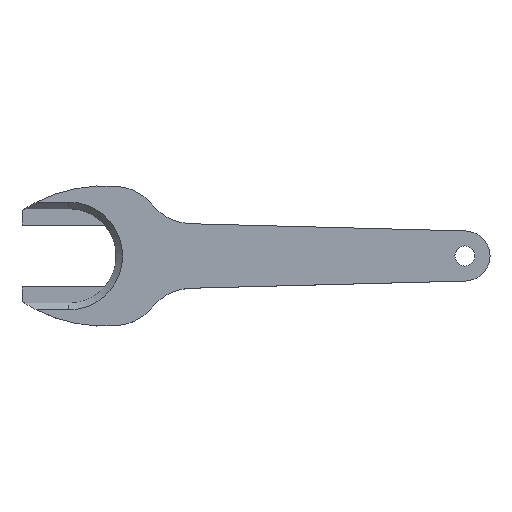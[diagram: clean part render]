
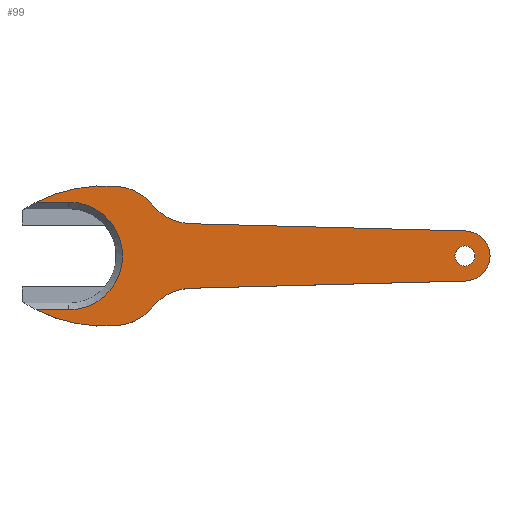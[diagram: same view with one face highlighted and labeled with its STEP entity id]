
A CAD part, top view. The second image highlights one B-rep face of the part: STEP entity #99.
In plain terms, the highlighted planar face has unit normal (0, 0, 1).
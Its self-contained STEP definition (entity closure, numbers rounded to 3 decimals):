
#99 = ADVANCED_FACE( '', ( #202, #203 ), #204, .T. );
#202 = FACE_OUTER_BOUND( '', #305, .T. );
#203 = FACE_BOUND( '', #306, .T. );
#204 = PLANE( '', #307 );
#305 = EDGE_LOOP( '', ( #527, #528, #529, #530, #531, #532, #533, #534, #535, #536, #537, #538 ) );
#306 = EDGE_LOOP( '', ( #539 ) );
#307 = AXIS2_PLACEMENT_3D( '', #540, #541, #542 );
#527 = ORIENTED_EDGE( '', *, *, #694, .T. );
#528 = ORIENTED_EDGE( '', *, *, #716, .T. );
#529 = ORIENTED_EDGE( '', *, *, #717, .F. );
#530 = ORIENTED_EDGE( '', *, *, #678, .F. );
#531 = ORIENTED_EDGE( '', *, *, #629, .F. );
#532 = ORIENTED_EDGE( '', *, *, #718, .F. );
#533 = ORIENTED_EDGE( '', *, *, #706, .F. );
#534 = ORIENTED_EDGE( '', *, *, #683, .F. );
#535 = ORIENTED_EDGE( '', *, *, #687, .F. );
#536 = ORIENTED_EDGE( '', *, *, #624, .F. );
#537 = ORIENTED_EDGE( '', *, *, #719, .F. );
#538 = ORIENTED_EDGE( '', *, *, #644, .T. );
#539 = ORIENTED_EDGE( '', *, *, #652, .T. );
#540 = CARTESIAN_POINT( '', ( 0., 0., 2.5 ) );
#541 = DIRECTION( '', ( 0., 0., 1. ) );
#542 = DIRECTION( '', ( 1., 0., 0. ) );
#624 = EDGE_CURVE( '', #738, #740, #741, .T. );
#629 = EDGE_CURVE( '', #747, #749, #750, .T. );
#644 = EDGE_CURVE( '', #776, #774, #777, .T. );
#652 = EDGE_CURVE( '', #789, #789, #790, .F. );
#678 = EDGE_CURVE( '', #749, #829, #830, .T. );
#683 = EDGE_CURVE( '', #836, #838, #839, .T. );
#687 = EDGE_CURVE( '', #740, #836, #843, .T. );
#694 = EDGE_CURVE( '', #774, #850, #852, .T. );
#706 = EDGE_CURVE( '', #838, #868, #869, .T. );
#716 = EDGE_CURVE( '', #850, #882, #883, .T. );
#717 = EDGE_CURVE( '', #829, #882, #884, .T. );
#718 = EDGE_CURVE( '', #868, #747, #885, .T. );
#719 = EDGE_CURVE( '', #776, #738, #886, .T. );
#738 = VERTEX_POINT( '', #905 );
#740 = VERTEX_POINT( '', #908 );
#741 = CIRCLE( '', #909, 15.3 );
#747 = VERTEX_POINT( '', #916 );
#749 = VERTEX_POINT( '', #919 );
#750 = CIRCLE( '', #920, 15. );
#774 = VERTEX_POINT( '', #951 );
#776 = VERTEX_POINT( '', #954 );
#777 = LINE( '', #955, #956 );
#789 = VERTEX_POINT( '', #970 );
#790 = CIRCLE( '', #971, 3. );
#829 = VERTEX_POINT( '', #1021 );
#830 = CIRCLE( '', #1022, 15.3 );
#836 = VERTEX_POINT( '', #1030 );
#838 = VERTEX_POINT( '', #1033 );
#839 = LINE( '', #1034, #1035 );
#843 = CIRCLE( '', #1040, 15. );
#850 = VERTEX_POINT( '', #1048 );
#852 = CIRCLE( '', #1051, 16.1 );
#868 = VERTEX_POINT( '', #1070 );
#869 = CIRCLE( '', #1071, 7.5 );
#882 = VERTEX_POINT( '', #1087 );
#883 = LINE( '', #1088, #1089 );
#884 = CIRCLE( '', #1090, 44.9 );
#885 = LINE( '', #1091, #1092 );
#886 = CIRCLE( '', #1093, 44.9 );
#905 = CARTESIAN_POINT( '', ( 14.568, 20.833, 2.5 ) );
#908 = CARTESIAN_POINT( '', ( 25.146, 15.212, 2.5 ) );
#909 = AXIS2_PLACEMENT_3D( '', #1114, #1115, #1116 );
#916 = CARTESIAN_POINT( '', ( 36.416, -9.65, 2.5 ) );
#919 = CARTESIAN_POINT( '', ( 25.146, -15.212, 2.5 ) );
#920 = AXIS2_PLACEMENT_3D( '', #1122, #1123, #1124 );
#951 = CARTESIAN_POINT( '', ( 0., 16.1, 2.5 ) );
#954 = CARTESIAN_POINT( '', ( -9.696, 16.1, 2.5 ) );
#955 = CARTESIAN_POINT( '', ( -14., 16.1, 2.5 ) );
#956 = VECTOR( '', #1142, 1000. );
#970 = CARTESIAN_POINT( '', ( 121.5, 0., 2.5 ) );
#971 = AXIS2_PLACEMENT_3D( '', #1154, #1155, #1156 );
#1021 = CARTESIAN_POINT( '', ( 14.568, -20.833, 2.5 ) );
#1022 = AXIS2_PLACEMENT_3D( '', #1192, #1193, #1194 );
#1030 = CARTESIAN_POINT( '', ( 36.416, 9.65, 2.5 ) );
#1033 = CARTESIAN_POINT( '', ( 118.696, 7.497, 2.5 ) );
#1034 = CARTESIAN_POINT( '', ( 118.696, 7.497, 2.5 ) );
#1035 = VECTOR( '', #1198, 1000. );
#1040 = AXIS2_PLACEMENT_3D( '', #1203, #1204, #1205 );
#1048 = CARTESIAN_POINT( '', ( 0., -16.1, 2.5 ) );
#1051 = AXIS2_PLACEMENT_3D( '', #1214, #1215, #1216 );
#1070 = CARTESIAN_POINT( '', ( 118.696, -7.497, 2.5 ) );
#1071 = AXIS2_PLACEMENT_3D( '', #1235, #1236, #1237 );
#1087 = CARTESIAN_POINT( '', ( -9.696, -16.1, 2.5 ) );
#1088 = CARTESIAN_POINT( '', ( 0., -16.1, 2.5 ) );
#1089 = VECTOR( '', #1250, 1000. );
#1090 = AXIS2_PLACEMENT_3D( '', #1251, #1252, #1253 );
#1091 = CARTESIAN_POINT( '', ( 118.696, -7.497, 2.5 ) );
#1092 = VECTOR( '', #1254, 1000. );
#1093 = AXIS2_PLACEMENT_3D( '', #1255, #1256, #1257 );
#1114 = CARTESIAN_POINT( '', ( 13.25, 5.59, 2.5 ) );
#1115 = DIRECTION( '', ( 0., 0., -1. ) );
#1116 = DIRECTION( '', ( 1., 0., 0. ) );
#1122 = CARTESIAN_POINT( '', ( 36.808, -24.645, 2.5 ) );
#1123 = DIRECTION( '', ( 0., 0., 1. ) );
#1124 = DIRECTION( '', ( 1., 0., 0. ) );
#1142 = DIRECTION( '', ( 1., 0., 0. ) );
#1154 = CARTESIAN_POINT( '', ( 118.5, 0., 2.5 ) );
#1155 = DIRECTION( '', ( 0., 0., 1. ) );
#1156 = DIRECTION( '', ( 1., 0., 0. ) );
#1192 = CARTESIAN_POINT( '', ( 13.25, -5.59, 2.5 ) );
#1193 = DIRECTION( '', ( 0., 0., -1. ) );
#1194 = DIRECTION( '', ( 1., 0., 0. ) );
#1198 = DIRECTION( '', ( 1., -0.026, 0. ) );
#1203 = CARTESIAN_POINT( '', ( 36.808, 24.645, 2.5 ) );
#1204 = DIRECTION( '', ( 0., 0., 1. ) );
#1205 = DIRECTION( '', ( 1., 0., 0. ) );
#1214 = CARTESIAN_POINT( '', ( 0., 0., 2.5 ) );
#1215 = DIRECTION( '', ( 0., 0., -1. ) );
#1216 = DIRECTION( '', ( 0., 1., 0. ) );
#1235 = CARTESIAN_POINT( '', ( 118.5, 0., 2.5 ) );
#1236 = DIRECTION( '', ( 0., 0., -1. ) );
#1237 = DIRECTION( '', ( -1., 0., 0. ) );
#1250 = DIRECTION( '', ( -1., 0., 0. ) );
#1251 = CARTESIAN_POINT( '', ( 10.7, 23.9, 2.5 ) );
#1252 = DIRECTION( '', ( 0., 0., -1. ) );
#1253 = DIRECTION( '', ( 1., 0., 0. ) );
#1254 = DIRECTION( '', ( -1., -0.026, 0. ) );
#1255 = CARTESIAN_POINT( '', ( 10.7, -23.9, 2.5 ) );
#1256 = DIRECTION( '', ( 0., 0., -1. ) );
#1257 = DIRECTION( '', ( 1., 0., 0. ) );
